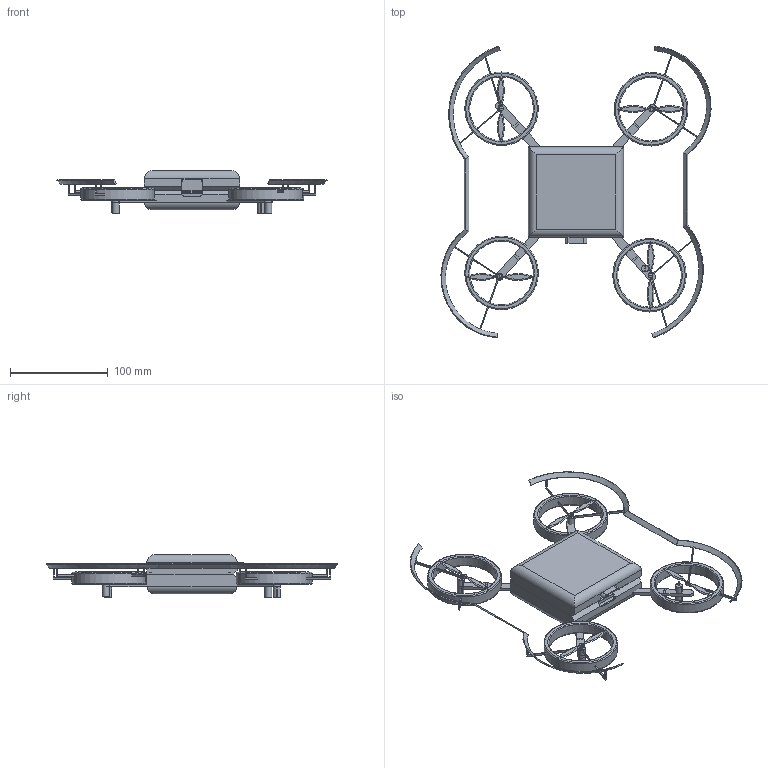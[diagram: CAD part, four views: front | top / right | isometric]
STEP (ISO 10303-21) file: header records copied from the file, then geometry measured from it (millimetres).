
FILE_DESCRIPTION(/* description */ (''),/* implementation_level */ '2;1');
FILE_NAME(/* name */ 'MIlDrone_Frame v26.step',/* time_stamp */ '2025-09-09T14:36:53+05:30',/* author */ (''),/* organization */ (''),/* preprocessor_version */ 'ST-DEVELOPER v20.1',/* originating_system */ 'Autodesk Translation Framework v14.10.0.0',/* authorisation */ '');
FILE_SCHEMA (('AUTOMOTIVE_DESIGN { 1 0 10303 214 3 1 1 }'));
Length unit declared in the file: millimetre
Products named in the file (53): MIlDrone_Frame; Frame; Prop_Guards 2; 720 Coreless rushed Motor; 65mm Propeller; 1s LiPo Battery (1); EasyEDA PCB Model~uMeG; Board~uMeG; R1~R0402~R0402_L1.0-W0.5-H0.4~uMeG; R2~R0402~R0402_L1.0-W0.5-H0.4~uMeG; R3~R0402~R0402_L1.0-W0.5-H0.4~uMeG; R4~R0402~R0402_L1.0-W0.5-H0.4~uMeG; R0402~R0402_L1.0-W0.5-H0.4~uMeG; C1~C0603~C0603_L1.6-W0.8-H0.8~uMeG; C2~C0603~C0603_L1.6-W0.8-H0.8~uMeG; C0603~C0603_L1.6-W0.8-H0.8~uMeG; SW1~SW-SMD_4P-L5.1-W5.1-P3.70-LS6.5-TL-2~SW-SMD_4P-L5.2-W5.2-H1.5-LS6.
4-P3.70~uMeG; SW-SMD_4P-L5.1-W5.1-P3.70-LS6.5-TL-2~SW-SMD_4P-L5.2-W5.2-H1.5-LS6.4-P
3.70~uMeG; D8~DO-35_BD2.0-L4.2-P8.20-D0.5-RD~DO-35_D1.9-L3.9-P8.2~uMeG; D9~DO-35_BD2.0-L4.2-P8.20-D0.5-RD~DO-35_D1.9-L3.9-P8.2~uMeG; D10~DO-35_BD2.0-L4.2-P8.20-D0.5-RD~DO-35_D1.9-L3.9-P8.2~uMeG; D11~DO-35_BD2.0-L4.2-P8.20-D0.5-RD~DO-35_D1.9-L3.9-P8.2~uMeG; D12~DO-35_BD2.0-L4.2-P8.20-D0.5-RD~DO-35_D1.9-L3.9-P8.2~uMeG; DO-35_BD2.0-L4.2-P8.20-D0.5-RD~DO-35_D1.9-L3.9-P8.2~uMeG; R5~R0201~R0201_L0.6-W0.3-H0.3~uMeG; R6~R0201~R0201_L0.6-W0.3-H0.3~uMeG; R0201~R0201_L0.6-W0.3-H0.3~uMeG; U12~CONN-TH_2P-P3.50_1985195~CONN-TH_2P-P3.50_1985195~uMeG; CONN-TH_2P-P3.50_1985195~CONN-TH_2P-P3.50_1985195~uMeG; H1~Library:HDR-F-2.54_1X2~HDR-F-2.54_1x2~uMeG; H2~Library:HDR-F-2.54_1X2~HDR-F-2.54_1x2~uMeG; H3~Library:HDR-F-2.54_1X2~HDR-F-2.54_1x2~uMeG; H4~Library:HDR-F-2.54_1X2~HDR-F-2.54_1x2~uMeG; H6~Library:HDR-F-2.54_1X2~HDR-F-2.54_1x2~uMeG; H4~Library:HDR-F-2.54_1X2~HDR-F-2.54_1x2~uMeG_1; Library:HDR-F-2.54_1X2~HDR-F-2.54_1x2~uMeG; U11~TSSOP-16_L5.0-W4.4-P0.65-LS6.4-BL~TSSOP-16_L5.0-W4.4-H1.0-LS6.4-P
0.65~uMeG; TSSOP-16_L5.0-W4.4-P0.65-LS6.4-BL~TSSOP-16_L5.0-W4.4-H1.0-LS6.4-P0.65
~uMeG; Q14~SOT-23-3_L2.9-W1.6-P1.90-LS2.8-BR~SOT-23-3L_L2.9-W1.6-H1.1-LS2.8-
P0.95~uMeG; SOT-23-3_L2.9-W1.6-P1.90-LS2.8-BR~SOT-23-3L_L2.9-W1.6-H1.1-LS2.8-P0.9
5~uMeG ...
Assembly tree (71 placements, depth 4):
  MIlDrone_Frame
    Frame
    Prop_Guards 2
    720 Coreless rushed Motor
    65mm Propeller
    1s LiPo Battery (1)
    EasyEDA PCB Model~uMeG
      Board~uMeG
      R1~R0402~R0402_L1.0-W0.5-H0.4~uMeG
        R0402~R0402_L1.0-W0.5-H0.4~uMeG
      R2~R0402~R0402_L1.0-W0.5-H0.4~uMeG
        R0402~R0402_L1.0-W0.5-H0.4~uMeG
      R3~R0402~R0402_L1.0-W0.5-H0.4~uMeG
        R0402~R0402_L1.0-W0.5-H0.4~uMeG
      R4~R0402~R0402_L1.0-W0.5-H0.4~uMeG
        R0402~R0402_L1.0-W0.5-H0.4~uMeG
      C1~C0603~C0603_L1.6-W0.8-H0.8~uMeG
        C0603~C0603_L1.6-W0.8-H0.8~uMeG
      C2~C0603~C0603_L1.6-W0.8-H0.8~uMeG
        C0603~C0603_L1.6-W0.8-H0.8~uMeG
      SW1~SW-SMD_4P-L5.1-W5.1-P3.70-LS6.5-TL-2~SW-SMD_4P-L5.2-W5.2-H1.5-LS6.
4-P3.70~uMeG
        SW-SMD_4P-L5.1-W5.1-P3.70-LS6.5-TL-2~SW-SMD_4P-L5.2-W5.2-H1.5-LS6.4-P
3.70~uMeG
      D8~DO-35_BD2.0-L4.2-P8.20-D0.5-RD~DO-35_D1.9-L3.9-P8.2~uMeG
        DO-35_BD2.0-L4.2-P8.20-D0.5-RD~DO-35_D1.9-L3.9-P8.2~uMeG
      D9~DO-35_BD2.0-L4.2-P8.20-D0.5-RD~DO-35_D1.9-L3.9-P8.2~uMeG
        DO-35_BD2.0-L4.2-P8.20-D0.5-RD~DO-35_D1.9-L3.9-P8.2~uMeG
      D10~DO-35_BD2.0-L4.2-P8.20-D0.5-RD~DO-35_D1.9-L3.9-P8.2~uMeG
        DO-35_BD2.0-L4.2-P8.20-D0.5-RD~DO-35_D1.9-L3.9-P8.2~uMeG
      D11~DO-35_BD2.0-L4.2-P8.20-D0.5-RD~DO-35_D1.9-L3.9-P8.2~uMeG
        DO-35_BD2.0-L4.2-P8.20-D0.5-RD~DO-35_D1.9-L3.9-P8.2~uMeG
      D12~DO-35_BD2.0-L4.2-P8.20-D0.5-RD~DO-35_D1.9-L3.9-P8.2~uMeG
        DO-35_BD2.0-L4.2-P8.20-D0.5-RD~DO-35_D1.9-L3.9-P8.2~uMeG
      R5~R0201~R0201_L0.6-W0.3-H0.3~uMeG
        R0201~R0201_L0.6-W0.3-H0.3~uMeG
      R6~R0201~R0201_L0.6-W0.3-H0.3~uMeG
        R0201~R0201_L0.6-W0.3-H0.3~uMeG
      U12~CONN-TH_2P-P3.50_1985195~CONN-TH_2P-P3.50_1985195~uMeG
        CONN-TH_2P-P3.50_1985195~CONN-TH_2P-P3.50_1985195~uMeG
      H1~Library:HDR-F-2.54_1X2~HDR-F-2.54_1x2~uMeG
        Library:HDR-F-2.54_1X2~HDR-F-2.54_1x2~uMeG
      H2~Library:HDR-F-2.54_1X2~HDR-F-2.54_1x2~uMeG
        Library:HDR-F-2.54_1X2~HDR-F-2.54_1x2~uMeG
      H3~Library:HDR-F-2.54_1X2~HDR-F-2.54_1x2~uMeG
        Library:HDR-F-2.54_1X2~HDR-F-2.54_1x2~uMeG
      H4~Library:HDR-F-2.54_1X2~HDR-F-2.54_1x2~uMeG
        Library:HDR-F-2.54_1X2~HDR-F-2.54_1x2~uMeG
      H6~Library:HDR-F-2.54_1X2~HDR-F-2.54_1x2~uMeG
        Library:HDR-F-2.54_1X2~HDR-F-2.54_1x2~uMeG
      H4~Library:HDR-F-2.54_1X2~HDR-F-2.54_1x2~uMeG_1
        Library:HDR-F-2.54_1X2~HDR-F-2.54_1x2~uMeG
      U11~TSSOP-16_L5.0-W4.4-P0.65-LS6.4-BL~TSSOP-16_L5.0-W4.4-H1.0-LS6.4-P
0.65~uMeG
        TSSOP-16_L5.0-W4.4-P0.65-LS6.4-BL~TSSOP-16_L5.0-W4.4-H1.0-LS6.4-P0.65
~uMeG
      Q14~SOT-23-3_L2.9-W1.6-P1.90-LS2.8-BR~SOT-23-3L_L2.9-W1.6-H1.1-LS2.8-
P0.95~uMeG
        SOT-23-3_L2.9-W1.6-P1.90-LS2.8-BR~SOT-23-3L_L2.9-W1.6-H1.1-LS2.8-P0.9
5~uMeG
      Q9~SOT-23-3_L2.9-W1.3-P0.95-LS2.4-BR~SOT-23-3P_L2.9-W1.3-H1.0-LS2.4-P
0.95~uMeG
        SOT-23-3_L2.9-W1.3-P0.95-LS2.4-BR~SOT-23-3P_L2.9-W1.3-H1.0-LS2.4-P0.9
5~uMeG
      Q10~SOT-23-3_L2.9-W1.3-P0.95-LS2.4-BR~SOT-23-3P_L2.9-W1.3-H1.0-LS2.4-
P0.95~uMeG
        SOT-23-3_L2.9-W1.3-P0.95-LS2.4-BR~SOT-23-3P_L2.9-W1.3-H1.0-LS2.4-P0.9
5~uMeG
      Q11~SOT-23-3_L2.9-W1.3-P0.95-LS2.4-BR~SOT-23-3P_L2.9-W1.3-H1.0-LS2.4-
P0.95~uMeG
        SOT-23-3_L2.9-W1.3-P0.95-LS2.4-BR~SOT-23-3P_L2.9-W1.3-H1.0-LS2.4-P0.9
5~uMeG
Bounding box: 275.69 x 297.98 x 43.56 mm (x, y, z)
Volume: 147639.2 mm3; surface area: 158973.2 mm2
Topology: 71 solids, 71 shells, 758 faces, 1776 edges, 1156 vertices
Faces by surface type: plane 520, cylinder 176, torus 32, cone 18, bspline 8, sphere 4
Full cylindrical faces by diameter (mm): 0.8 x10, 0.889 x14, 1 x18, 1.02 x41, 1.5 x6, 1.8 x2, 3 x1, 5 x4, 7 x4, 65 x4, 75 x4
Entity records: 21143 total; most frequent: CARTESIAN_POINT 3948, DIRECTION 3434, ORIENTED_EDGE 3056, EDGE_CURVE 1528, AXIS2_PLACEMENT_3D 1214, LINE 1006, VECTOR 1006, VERTEX_POINT 1004
